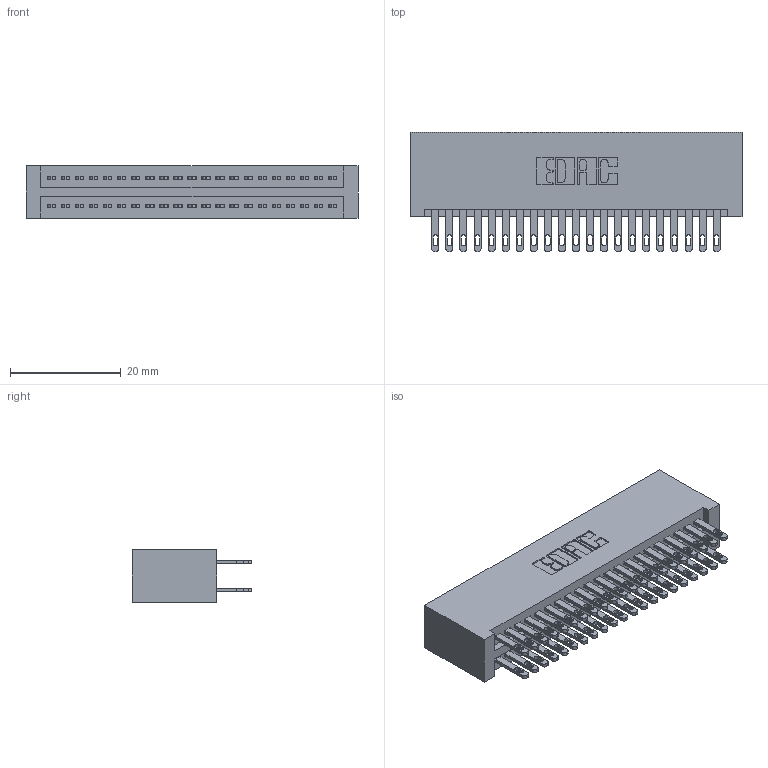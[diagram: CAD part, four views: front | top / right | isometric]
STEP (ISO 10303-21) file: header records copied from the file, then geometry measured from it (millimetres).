
FILE_DESCRIPTION (( 'STEP AP203' ), '1' );
FILE_NAME ('345-042-500-201.STEP', '2018-09-05T09:54:19', ( '' ), ( '' ), 'SwSTEP 2.0', 'SolidWorks 2016', '' );
FILE_SCHEMA (( 'CONFIG_CONTROL_DESIGN' ));
Length unit declared in the file: inch
Products named in the file (3): 345 Part_No Mounting Lugs; 345-292-001_345-293-100; 345-042-500-201
Assembly tree (43 placements, depth 2):
  345-042-500-201
    345 Part_No Mounting Lugs
    345-292-001_345-293-100  x42
Bounding box: 59.94 x 21.51 x 9.4 mm (x, y, z)
Volume: 6372.3 mm3; surface area: 9744.3 mm2
Topology: 43 solids, 43 shells, 2050 faces, 6239 edges, 4158 vertices
Faces by surface type: plane 1210, cylinder 840
Entity records: 18957 total; most frequent: CARTESIAN_POINT 3196, ORIENTED_EDGE 3130, DIRECTION 2841, EDGE_CURVE 1565, LINE 1353, VECTOR 1353, VERTEX_POINT 1042, AXIS2_PLACEMENT_3D 744
